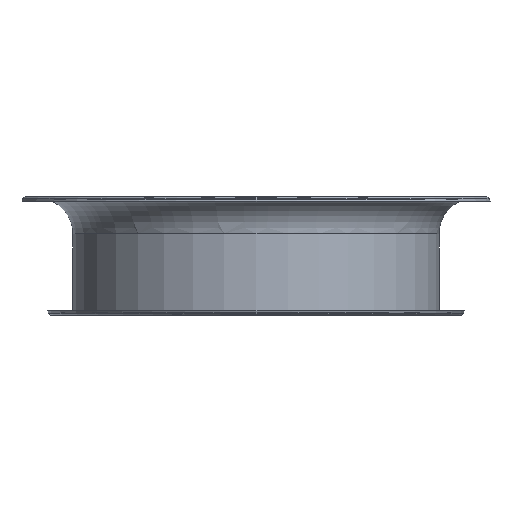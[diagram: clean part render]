
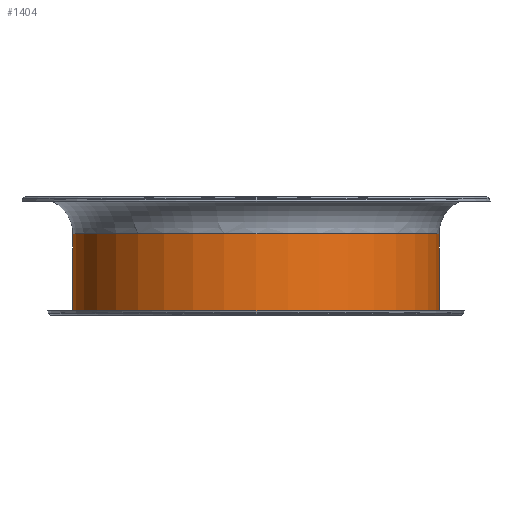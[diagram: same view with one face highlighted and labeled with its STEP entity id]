
A CAD part, left-side view. The second image highlights one B-rep face of the part: STEP entity #1404.
In plain terms, the highlighted cylindrical face has radius 356 mm (diameter 712 mm), a partial arc.
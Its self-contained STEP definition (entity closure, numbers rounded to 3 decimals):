
#203 = AXIS2_PLACEMENT_3D ( 'NONE', #3432, #2317, #1556 ) ;
#223 = DIRECTION ( 'NONE',  ( 0., 0., 1. ) ) ;
#471 = DIRECTION ( 'NONE',  ( 0., 0., 1. ) ) ;
#569 = AXIS2_PLACEMENT_3D ( 'NONE', #2113, #223, #3566 ) ;
#570 = VECTOR ( 'NONE', #471, 1000. ) ;
#679 = EDGE_CURVE ( 'NONE', #3296, #2122, #3517, .T. ) ;
#823 = CARTESIAN_POINT ( 'NONE',  ( 0., 0., 158. ) ) ;
#1094 = VECTOR ( 'NONE', #3879, 1000. ) ;
#1304 = VERTEX_POINT ( 'NONE', #3698 ) ;
#1404 = ADVANCED_FACE ( 'NONE', ( #2825 ), #2132, .T. ) ;
#1454 = EDGE_CURVE ( 'NONE', #1304, #3165, #2874, .T. ) ;
#1524 = CARTESIAN_POINT ( 'NONE',  ( 0., 356., 0. ) ) ;
#1556 = DIRECTION ( 'NONE',  ( 0., -1., 0. ) ) ;
#1677 = ORIENTED_EDGE ( 'NONE', *, *, #679, .T. ) ;
#2113 = CARTESIAN_POINT ( 'NONE',  ( 0., 0., 7. ) ) ;
#2122 = VERTEX_POINT ( 'NONE', #2375 ) ;
#2132 = CYLINDRICAL_SURFACE ( 'NONE', #203, 356. ) ;
#2168 = LINE ( 'NONE', #1524, #570 ) ;
#2317 = DIRECTION ( 'NONE',  ( 0., 0., 1. ) ) ;
#2375 = CARTESIAN_POINT ( 'NONE',  ( 0., -356., 7. ) ) ;
#2387 = CARTESIAN_POINT ( 'NONE',  ( 0., -356., 0. ) ) ;
#2825 = FACE_OUTER_BOUND ( 'NONE', #4667, .T. ) ;
#2874 = CIRCLE ( 'NONE', #3309, 356. ) ;
#3076 = DIRECTION ( 'NONE',  ( 0., 0., 1. ) ) ;
#3165 = VERTEX_POINT ( 'NONE', #3382 ) ;
#3267 = LINE ( 'NONE', #2387, #1094 ) ;
#3296 = VERTEX_POINT ( 'NONE', #3801 ) ;
#3309 = AXIS2_PLACEMENT_3D ( 'NONE', #823, #3076, #4194 ) ;
#3382 = CARTESIAN_POINT ( 'NONE',  ( 0., -356., 158. ) ) ;
#3432 = CARTESIAN_POINT ( 'NONE',  ( 0., 0., 0. ) ) ;
#3517 = CIRCLE ( 'NONE', #569, 356. ) ;
#3566 = DIRECTION ( 'NONE',  ( 0., -1., 0. ) ) ;
#3698 = CARTESIAN_POINT ( 'NONE',  ( 0., 356., 158. ) ) ;
#3760 = EDGE_CURVE ( 'NONE', #2122, #3165, #3267, .T. ) ;
#3801 = CARTESIAN_POINT ( 'NONE',  ( 0., 356., 7. ) ) ;
#3870 = ORIENTED_EDGE ( 'NONE', *, *, #3941, .F. ) ;
#3879 = DIRECTION ( 'NONE',  ( 0., 0., 1. ) ) ;
#3930 = ORIENTED_EDGE ( 'NONE', *, *, #3760, .T. ) ;
#3941 = EDGE_CURVE ( 'NONE', #3296, #1304, #2168, .T. ) ;
#4194 = DIRECTION ( 'NONE',  ( 0., -1., 0. ) ) ;
#4607 = ORIENTED_EDGE ( 'NONE', *, *, #1454, .F. ) ;
#4667 = EDGE_LOOP ( 'NONE', ( #3870, #1677, #3930, #4607 ) ) ;
